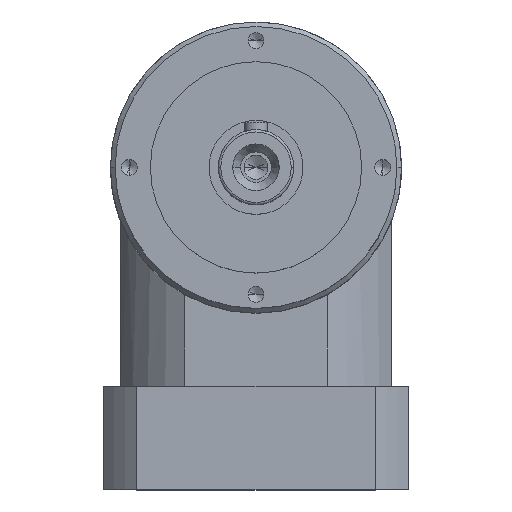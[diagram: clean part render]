
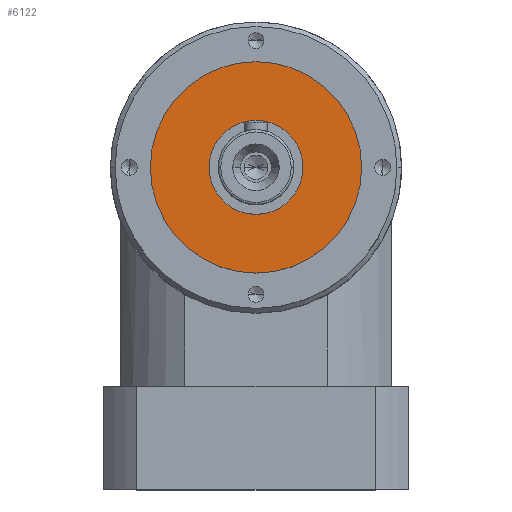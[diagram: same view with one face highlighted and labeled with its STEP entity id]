
A CAD part, top view. The second image highlights one B-rep face of the part: STEP entity #6122.
In plain terms, the highlighted planar face has unit normal (0, 0, 1).
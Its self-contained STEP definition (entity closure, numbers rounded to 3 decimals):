
#368 = CARTESIAN_POINT ( 'NONE',  ( 0., 0., 77.5 ) ) ;
#372 = AXIS2_PLACEMENT_3D ( 'NONE', #5075, #5051, #5009 ) ;
#476 = CARTESIAN_POINT ( 'NONE',  ( 0., 0., 77.5 ) ) ;
#508 = PLANE ( 'NONE',  #5742 ) ;
#514 = DIRECTION ( 'NONE',  ( 0., 0., 1. ) ) ;
#534 = DIRECTION ( 'NONE',  ( 1., 0., 0. ) ) ;
#786 = AXIS2_PLACEMENT_3D ( 'NONE', #476, #514, #534 ) ;
#831 = FACE_BOUND ( 'NONE', #6060, .T. ) ;
#1097 = CARTESIAN_POINT ( 'NONE',  ( 20., 0., 77.5 ) ) ;
#1209 = CIRCLE ( 'NONE', #786, 45. ) ;
#1219 = DIRECTION ( 'NONE',  ( 0., 0., 1. ) ) ;
#1309 = DIRECTION ( 'NONE',  ( 1., 0., 0. ) ) ;
#1392 = CARTESIAN_POINT ( 'NONE',  ( 0., 0., 77.5 ) ) ;
#2022 = CARTESIAN_POINT ( 'NONE',  ( -20., 0., 77.5 ) ) ;
#2240 = CIRCLE ( 'NONE', #3370, 45. ) ;
#2277 = DIRECTION ( 'NONE',  ( 1., 0., 0. ) ) ;
#2298 = DIRECTION ( 'NONE',  ( 0., 0., 1. ) ) ;
#2665 = CARTESIAN_POINT ( 'NONE',  ( 0., 0., 77.5 ) ) ;
#2770 = DIRECTION ( 'NONE',  ( 1., 0., 0. ) ) ;
#3091 = ORIENTED_EDGE ( 'NONE', *, *, #3201, .T. ) ;
#3145 = VERTEX_POINT ( 'NONE', #1097 ) ;
#3149 = EDGE_LOOP ( 'NONE', ( #3091, #3400 ) ) ;
#3201 = EDGE_CURVE ( 'NONE', #4030, #4153, #1209, .T. ) ;
#3314 = CARTESIAN_POINT ( 'NONE',  ( -45., 0., 77.5 ) ) ;
#3370 = AXIS2_PLACEMENT_3D ( 'NONE', #1392, #1219, #1309 ) ;
#3400 = ORIENTED_EDGE ( 'NONE', *, *, #5347, .T. ) ;
#3537 = CARTESIAN_POINT ( 'NONE',  ( 45., 0., 77.5 ) ) ;
#3574 = EDGE_CURVE ( 'NONE', #3145, #3587, #5341, .T. ) ;
#3587 = VERTEX_POINT ( 'NONE', #2022 ) ;
#3931 = CIRCLE ( 'NONE', #372, 20. ) ;
#4030 = VERTEX_POINT ( 'NONE', #3314 ) ;
#4153 = VERTEX_POINT ( 'NONE', #3537 ) ;
#4222 = AXIS2_PLACEMENT_3D ( 'NONE', #2665, #2298, #2277 ) ;
#4365 = DIRECTION ( 'NONE',  ( 0., 0., 1. ) ) ;
#4459 = ORIENTED_EDGE ( 'NONE', *, *, #5603, .F. ) ;
#5009 = DIRECTION ( 'NONE',  ( 1., 0., 0. ) ) ;
#5051 = DIRECTION ( 'NONE',  ( 0., 0., 1. ) ) ;
#5075 = CARTESIAN_POINT ( 'NONE',  ( 0., 0., 77.5 ) ) ;
#5341 = CIRCLE ( 'NONE', #4222, 20. ) ;
#5347 = EDGE_CURVE ( 'NONE', #4153, #4030, #2240, .T. ) ;
#5391 = ORIENTED_EDGE ( 'NONE', *, *, #3574, .F. ) ;
#5603 = EDGE_CURVE ( 'NONE', #3587, #3145, #3931, .T. ) ;
#5663 = FACE_OUTER_BOUND ( 'NONE', #3149, .T. ) ;
#5742 = AXIS2_PLACEMENT_3D ( 'NONE', #368, #4365, #2770 ) ;
#6060 = EDGE_LOOP ( 'NONE', ( #4459, #5391 ) ) ;
#6122 = ADVANCED_FACE ( 'NONE', ( #831, #5663 ), #508, .T. ) ;
